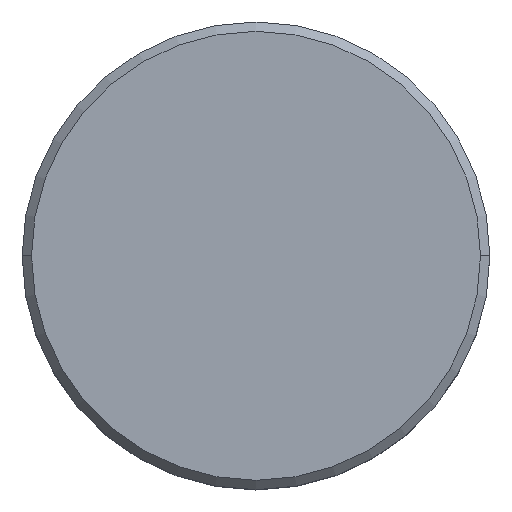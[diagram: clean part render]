
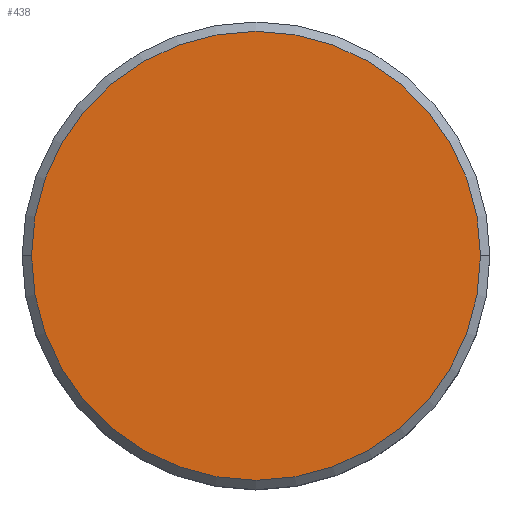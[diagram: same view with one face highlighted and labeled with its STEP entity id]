
A CAD part, top view. The second image highlights one B-rep face of the part: STEP entity #438.
In plain terms, the highlighted planar face has unit normal (0, 0, 1).
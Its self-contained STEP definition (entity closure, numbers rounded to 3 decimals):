
#20 = DIRECTION ( 'NONE',  ( 1., 0., 0. ) ) ;
#30 = CIRCLE ( 'NONE', #244, 12. ) ;
#35 = CARTESIAN_POINT ( 'NONE',  ( -12., 0., 0. ) ) ;
#54 = DIRECTION ( 'NONE',  ( 0., 0., 1. ) ) ;
#55 = CIRCLE ( 'NONE', #236, 12. ) ;
#63 = CARTESIAN_POINT ( 'NONE',  ( 0., 0., 0. ) ) ;
#96 = CARTESIAN_POINT ( 'NONE',  ( 0., 0., 0. ) ) ;
#104 = CARTESIAN_POINT ( 'NONE',  ( 0., 0., 0. ) ) ;
#109 = DIRECTION ( 'NONE',  ( 1., 0., 0. ) ) ;
#128 = ORIENTED_EDGE ( 'NONE', *, *, #210, .T. ) ;
#155 = DIRECTION ( 'NONE',  ( 0., 0., 1. ) ) ;
#164 = EDGE_CURVE ( 'NONE', #350, #265, #55, .T. ) ;
#179 = CARTESIAN_POINT ( 'NONE',  ( 12., 0., 0. ) ) ;
#195 = FACE_OUTER_BOUND ( 'NONE', #506, .T. ) ;
#210 = EDGE_CURVE ( 'NONE', #265, #350, #30, .T. ) ;
#226 = DIRECTION ( 'NONE',  ( 0., 0., 1. ) ) ;
#236 = AXIS2_PLACEMENT_3D ( 'NONE', #96, #226, #314 ) ;
#244 = AXIS2_PLACEMENT_3D ( 'NONE', #104, #155, #109 ) ;
#265 = VERTEX_POINT ( 'NONE', #35 ) ;
#314 = DIRECTION ( 'NONE',  ( 1., 0., 0. ) ) ;
#350 = VERTEX_POINT ( 'NONE', #179 ) ;
#370 = PLANE ( 'NONE',  #404 ) ;
#396 = ORIENTED_EDGE ( 'NONE', *, *, #164, .T. ) ;
#404 = AXIS2_PLACEMENT_3D ( 'NONE', #63, #54, #20 ) ;
#438 = ADVANCED_FACE ( 'NONE', ( #195 ), #370, .T. ) ;
#506 = EDGE_LOOP ( 'NONE', ( #128, #396 ) ) ;
